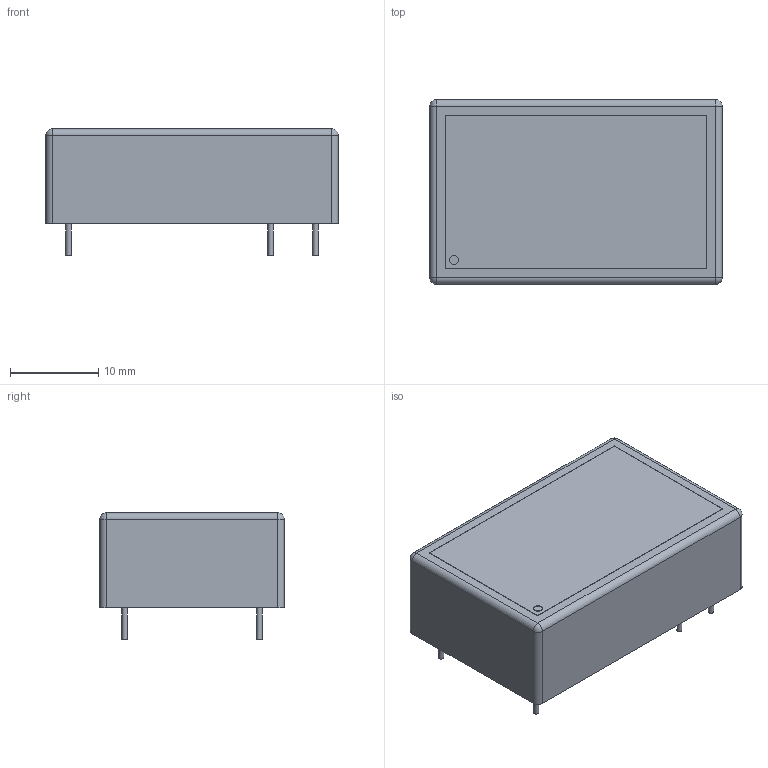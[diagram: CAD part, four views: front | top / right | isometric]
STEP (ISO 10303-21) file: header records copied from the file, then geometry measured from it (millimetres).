
FILE_DESCRIPTION(/* description */ (''),/* implementation_level */ '2;1');
FILE_NAME(/* name */ 'DCDC_TRACO_TYL.stp',/* time_stamp */ '2015-04-01T15:49:36+02:00',/* author */ ('admchouv'),/* organization */ (''),/* preprocessor_version */ 'ST-DEVELOPER v15.5',/* originating_system */ 'AutoCAD Mechanical',/* authorisation */ '');
FILE_SCHEMA (('AUTOMOTIVE_DESIGN { 1 0 10303 214 3 1 1 }'));
Length unit declared in the file: millimetre
Products named in the file (1): Product
Bounding box: 33.1 x 20.9 x 14.4 mm (x, y, z)
Volume: 7450.7 mm3; surface area: 3574.4 mm2
Topology: 9 solids, 9 shells, 46 faces, 72 edges, 44 vertices
Faces by surface type: plane 26, cylinder 16, sphere 4
Full cylindrical faces by diameter (mm): 0.6 x6, 1 x2
Entity records: 1041 total; most frequent: DIRECTION 190, CARTESIAN_POINT 155, ORIENTED_EDGE 128, AXIS2_PLACEMENT_3D 79, EDGE_CURVE 64, EDGE_LOOP 56, FACE_OUTER_BOUND 46, ADVANCED_FACE 46
